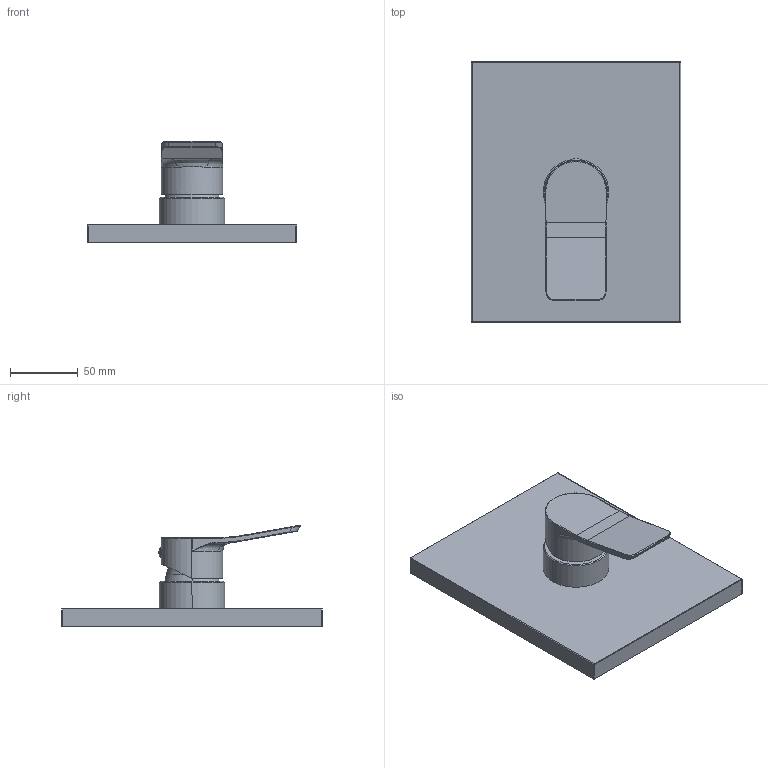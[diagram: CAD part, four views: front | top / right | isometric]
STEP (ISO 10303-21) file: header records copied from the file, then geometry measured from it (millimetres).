
FILE_DESCRIPTION((''),'2;1');
FILE_NAME('TIBOX010CR','2021-11-09T08:15:04',('ut3'),('PAFFONI SpA'),'CREO PARAMETRIC BY PTC INC, 2020044','CREO PARAMETRIC BY PTC INC, 2020044','');
FILE_SCHEMA(('CONFIG_CONTROL_DESIGN','SHAPE_APPEARANCE_LAYERS_GROUPS'));
Length unit declared in the file: millimetre
Products named in the file (1): TIBOX010CR
Bounding box: 154 x 192 x 74.55 mm (x, y, z)
Volume: 441445.6 mm3; surface area: 93797 mm2
Topology: 2 solids, 2 shells, 157 faces, 371 edges, 221 vertices
Faces by surface type: cylinder 58, plane 50, cone 21, bspline 13, torus 9, sphere 6
Entity records: 6798 total; most frequent: CARTESIAN_POINT 2075, DIRECTION 754, ORIENTED_EDGE 738, EDGE_CURVE 369, AXIS2_PLACEMENT_3D 293, VERTEX_POINT 221, EDGE_LOOP 172, VECTOR 168
